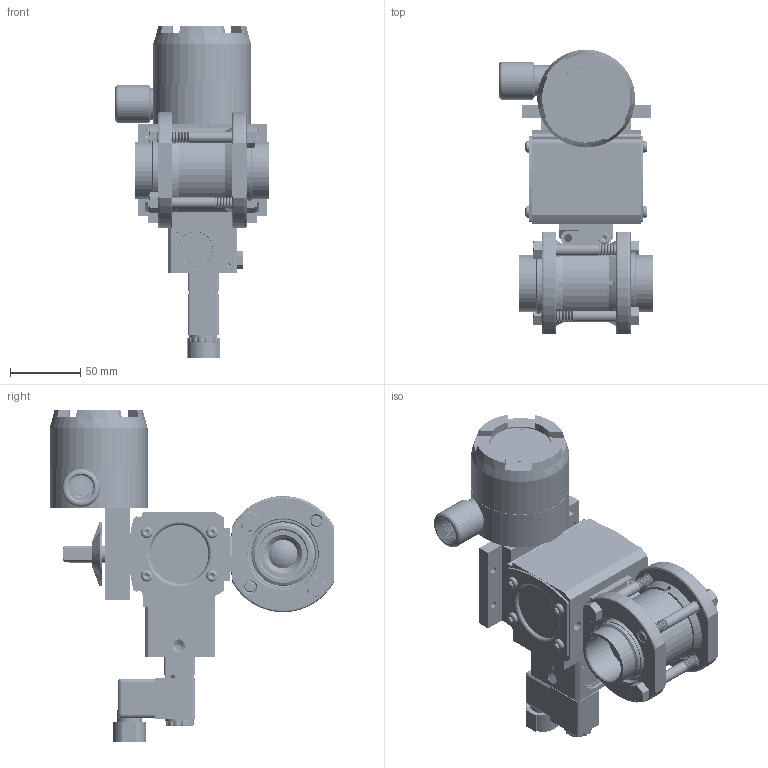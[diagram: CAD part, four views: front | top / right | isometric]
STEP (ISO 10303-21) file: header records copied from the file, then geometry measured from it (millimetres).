
FILE_DESCRIPTION (( 'STEP AP203' ), '1' );
FILE_NAME ('28XXSWSA512D4GPDCLS.step', '2018-09-05T13:27:47', ( '' ), ( '' ), 'SwSTEP 2.0', 'SolidWorks 2018', '' );
FILE_SCHEMA (( 'CONFIG_CONTROL_DESIGN' ));
Products named in the file (1): 28XXSWSA512D4GPDCLS
Bounding box: 109.49 x 201.99 x 235.76 mm (x, y, z)
Volume: 739238.4 mm3; surface area: 277453.8 mm2
Topology: 50 solids, 50 shells, 4553 faces, 11906 edges, 7421 vertices
Faces by surface type: cylinder 2006, cone 1417, plane 746, bspline 194, torus 184, sphere 6
Entity records: 213008 total; most frequent: CARTESIAN_POINT 104659, ORIENTED_EDGE 23456, DIRECTION 22826, EDGE_CURVE 11728, AXIS2_PLACEMENT_3D 9191, VERTEX_POINT 7417, EDGE_LOOP 4867, CIRCLE 4831
